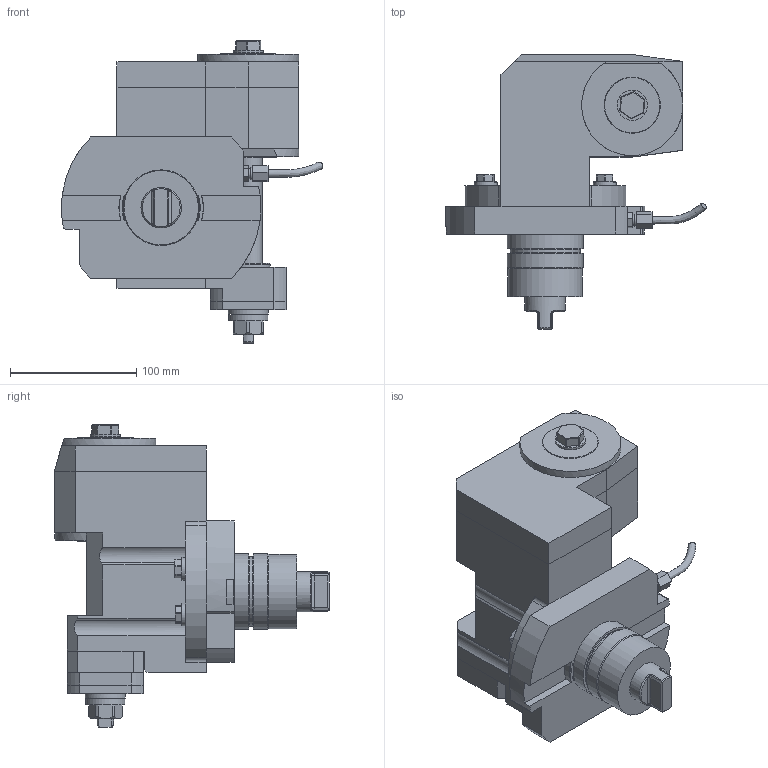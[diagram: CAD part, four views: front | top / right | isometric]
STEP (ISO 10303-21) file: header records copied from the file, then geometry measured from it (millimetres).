
FILE_DESCRIPTION (( 'STEP AP214' ), '1' );
FILE_NAME ('RROPGH22323UTT60T2.STEP', '2024-09-05T09:25:04', ( '' ), ( '' ), 'SwSTEP 2.0', 'SolidWorks 2023', '' );
FILE_SCHEMA (( 'AUTOMOTIVE_DESIGN' ));
Length unit declared in the file: millimetre
Products named in the file (1): RROPGH22323UTT60T2
Bounding box: 206.75 x 217.3 x 239.3 mm (x, y, z)
Volume: 2486576 mm3; surface area: 173716.7 mm2
Topology: 1 solids, 4 shells, 691 faces, 1783 edges, 1168 vertices
Faces by surface type: plane 404, cylinder 129, bspline 125, cone 22, torus 11
Full cylindrical faces by diameter (mm): 2.55 x1, 3.15 x1, 8.15 x1, 9.55 x1, 9.8 x1, 16 x1, 18 x4, 22 x1, 24 x1, 31 x1, 32 x2, 34 x1, 35 x1, 55.2 x1, 59 x1, 60 x2
Entity records: 32615 total; most frequent: CARTESIAN_POINT 12803, ORIENTED_EDGE 3468, DIRECTION 2830, EDGE_CURVE 1734, VERTEX_POINT 1158, VECTOR 1146, LINE 1146, AXIS2_PLACEMENT_3D 842
